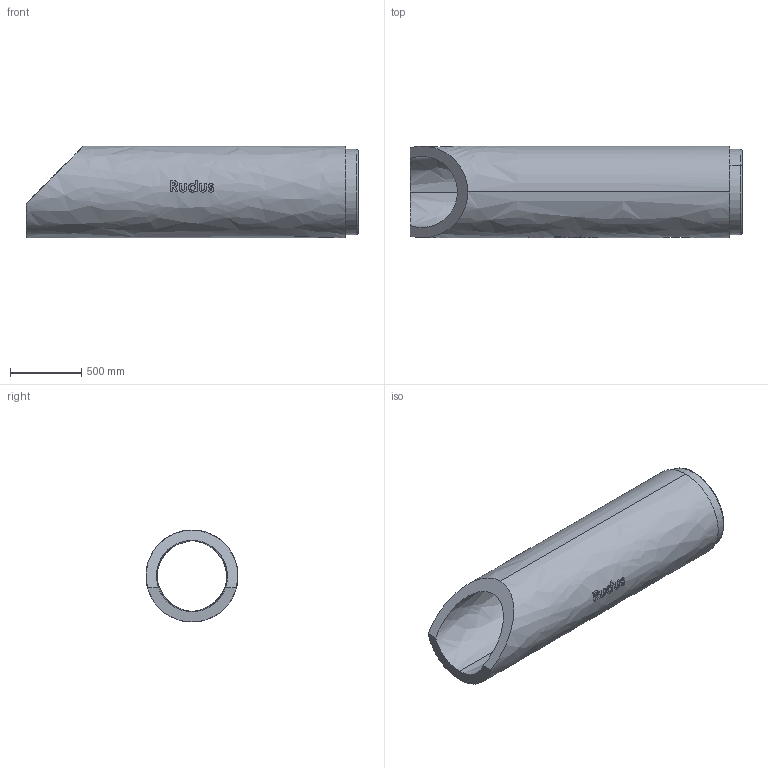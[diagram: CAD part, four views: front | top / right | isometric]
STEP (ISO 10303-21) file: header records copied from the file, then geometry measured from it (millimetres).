
FILE_DESCRIPTION (( 'STEP AP203' ), '1' );
FILE_NAME ('Rudus 1205232 EK-putki viistetty 500x2335 uros.step', '2020-03-06T10:13:08', ( '' ), ( '' ), 'SwSTEP 2.0', 'SolidWorks 2019', '' );
FILE_SCHEMA (( 'CONFIG_CONTROL_DESIGN' ));
Length unit declared in the file: millimetre
Products named in the file (2): Rudus 1205232 EK-putki viistetty 500x2335 uros; EK-osa-putkirunko_viistetty-uros
Assembly tree (1 placements, depth 2):
  Rudus 1205232 EK-putki viistetty 500x2335 uros
    EK-osa-putkirunko_viistetty-uros
Bounding box: 2335 x 646 x 646 mm (x, y, z)
Volume: 285118340.8 mm3; surface area: 8180037.7 mm2
Topology: 1 solids, 1 shells, 93 faces, 310 edges, 226 vertices
Faces by surface type: bspline 55, plane 30, cylinder 4, torus 2, cone 2
Entity records: 22880 total; most frequent: CARTESIAN_POINT 20470, ORIENTED_EDGE 620, EDGE_CURVE 310, DIRECTION 240, B_SPLINE_CURVE_WITH_KNOTS 226, VERTEX_POINT 226, AXIS2_PLACEMENT_3D 114, EDGE_LOOP 102
